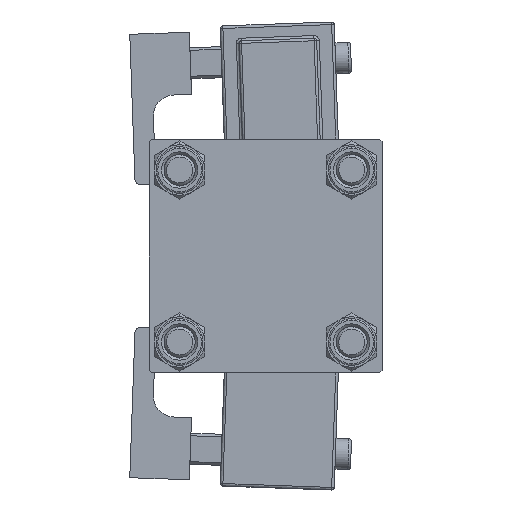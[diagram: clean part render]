
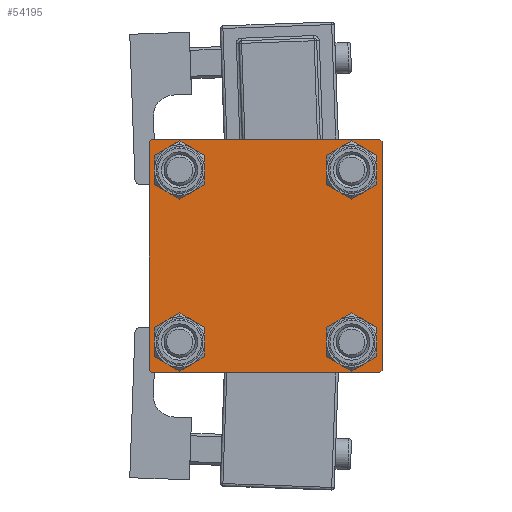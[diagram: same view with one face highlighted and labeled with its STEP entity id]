
A CAD part, left-side view. The second image highlights one B-rep face of the part: STEP entity #54195.
In plain terms, the highlighted planar face has unit normal (-1, 0, 0).
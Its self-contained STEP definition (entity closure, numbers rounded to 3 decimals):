
#194 = DIRECTION ( 'NONE',  ( 0., -0.707, -0.707 ) ) ;
#250 = ORIENTED_EDGE ( 'NONE', *, *, #34925, .T. ) ;
#468 = CARTESIAN_POINT ( 'NONE',  ( 0., 22.25, -22.25 ) ) ;
#769 = EDGE_LOOP ( 'NONE', ( #54791, #31102 ) ) ;
#1275 = CARTESIAN_POINT ( 'NONE',  ( 0., -16.6, -20.1 ) ) ;
#1843 = DIRECTION ( 'NONE',  ( 0., 0., -1. ) ) ;
#2180 = CARTESIAN_POINT ( 'NONE',  ( 0., 16.6, 16.6 ) ) ;
#2220 = DIRECTION ( 'NONE',  ( 0., -1., 0. ) ) ;
#2658 = PLANE ( 'NONE',  #44258 ) ;
#2907 = VERTEX_POINT ( 'NONE', #5534 ) ;
#4920 = VERTEX_POINT ( 'NONE', #6999 ) ;
#5101 = DIRECTION ( 'NONE',  ( 0., 0., 1. ) ) ;
#5140 = AXIS2_PLACEMENT_3D ( 'NONE', #2180, #24347, #37959 ) ;
#5409 = VERTEX_POINT ( 'NONE', #1275 ) ;
#5415 = ORIENTED_EDGE ( 'NONE', *, *, #20558, .F. ) ;
#5534 = CARTESIAN_POINT ( 'NONE',  ( 0., -22.5, -22. ) ) ;
#5650 = VECTOR ( 'NONE', #39744, 1000. ) ;
#5886 = VECTOR ( 'NONE', #194, 1000. ) ;
#6086 = AXIS2_PLACEMENT_3D ( 'NONE', #22887, #14472, #26541 ) ;
#6126 = CARTESIAN_POINT ( 'NONE',  ( 0., 16.6, -16.6 ) ) ;
#6826 = EDGE_CURVE ( 'NONE', #26378, #54213, #26015, .T. ) ;
#6867 = DIRECTION ( 'NONE',  ( -1., 0., 0. ) ) ;
#6978 = DIRECTION ( 'NONE',  ( 1., 0., 0. ) ) ;
#6999 = CARTESIAN_POINT ( 'NONE',  ( 0., -16.6, 20.1 ) ) ;
#7176 = EDGE_CURVE ( 'NONE', #44051, #36162, #46917, .T. ) ;
#8556 = DIRECTION ( 'NONE',  ( 0., 0.707, -0.707 ) ) ;
#8913 = ORIENTED_EDGE ( 'NONE', *, *, #13092, .T. ) ;
#9007 = VERTEX_POINT ( 'NONE', #50711 ) ;
#10136 = CARTESIAN_POINT ( 'NONE',  ( 0., 16.6, -16.6 ) ) ;
#10228 = VECTOR ( 'NONE', #41972, 1000. ) ;
#10331 = CARTESIAN_POINT ( 'NONE',  ( 0., 16.6, 13.1 ) ) ;
#10366 = CARTESIAN_POINT ( 'NONE',  ( 0., -16.6, -16.6 ) ) ;
#10435 = EDGE_LOOP ( 'NONE', ( #34129, #15197, #250, #22264, #20465, #8913, #5415, #38998 ) ) ;
#10922 = CARTESIAN_POINT ( 'NONE',  ( 0., 16.6, -13.1 ) ) ;
#11004 = ORIENTED_EDGE ( 'NONE', *, *, #16782, .T. ) ;
#11183 = DIRECTION ( 'NONE',  ( 0., 0., 1. ) ) ;
#11367 = FACE_OUTER_BOUND ( 'NONE', #10435, .T. ) ;
#11516 = EDGE_CURVE ( 'NONE', #41739, #19397, #37226, .T. ) ;
#11692 = CARTESIAN_POINT ( 'NONE',  ( 0., -22., -22.5 ) ) ;
#13092 = EDGE_CURVE ( 'NONE', #46437, #31354, #23213, .T. ) ;
#13109 = AXIS2_PLACEMENT_3D ( 'NONE', #10136, #30630, #5101 ) ;
#14472 = DIRECTION ( 'NONE',  ( 1., 0., 0. ) ) ;
#14819 = ORIENTED_EDGE ( 'NONE', *, *, #29293, .T. ) ;
#14972 = EDGE_LOOP ( 'NONE', ( #14819, #11004 ) ) ;
#15018 = CARTESIAN_POINT ( 'NONE',  ( 0., 0., 0. ) ) ;
#15030 = CARTESIAN_POINT ( 'NONE',  ( 0., 22.5, 22.5 ) ) ;
#15197 = ORIENTED_EDGE ( 'NONE', *, *, #6826, .T. ) ;
#15347 = EDGE_CURVE ( 'NONE', #32568, #4920, #49903, .T. ) ;
#16013 = EDGE_CURVE ( 'NONE', #19397, #41739, #45445, .T. ) ;
#16782 = EDGE_CURVE ( 'NONE', #5409, #9007, #36513, .T. ) ;
#17203 = AXIS2_PLACEMENT_3D ( 'NONE', #10366, #27476, #11183 ) ;
#17360 = DIRECTION ( 'NONE',  ( 0., -0.707, 0.707 ) ) ;
#17764 = ORIENTED_EDGE ( 'NONE', *, *, #16013, .T. ) ;
#19210 = FACE_BOUND ( 'NONE', #35111, .T. ) ;
#19397 = VERTEX_POINT ( 'NONE', #10922 ) ;
#19758 = VERTEX_POINT ( 'NONE', #11692 ) ;
#20045 = FACE_BOUND ( 'NONE', #14972, .T. ) ;
#20309 = CIRCLE ( 'NONE', #30165, 3.5 ) ;
#20465 = ORIENTED_EDGE ( 'NONE', *, *, #36339, .F. ) ;
#20558 = EDGE_CURVE ( 'NONE', #44051, #31354, #39787, .T. ) ;
#21158 = CARTESIAN_POINT ( 'NONE',  ( 0., 16.6, 20.1 ) ) ;
#22125 = LINE ( 'NONE', #22398, #29431 ) ;
#22264 = ORIENTED_EDGE ( 'NONE', *, *, #49801, .T. ) ;
#22398 = CARTESIAN_POINT ( 'NONE',  ( 0., -22.25, -22.25 ) ) ;
#22443 = VECTOR ( 'NONE', #1843, 1000. ) ;
#22887 = CARTESIAN_POINT ( 'NONE',  ( 0., -16.6, 16.6 ) ) ;
#23213 = LINE ( 'NONE', #40259, #50704 ) ;
#23518 = LINE ( 'NONE', #26908, #5650 ) ;
#23740 = ORIENTED_EDGE ( 'NONE', *, *, #15347, .T. ) ;
#23996 = DIRECTION ( 'NONE',  ( 0., 0., 1. ) ) ;
#24347 = DIRECTION ( 'NONE',  ( 1., 0., 0. ) ) ;
#26015 = LINE ( 'NONE', #468, #5886 ) ;
#26378 = VERTEX_POINT ( 'NONE', #49676 ) ;
#26541 = DIRECTION ( 'NONE',  ( 0., 0., 1. ) ) ;
#26618 = DIRECTION ( 'NONE',  ( 0., 0., 1. ) ) ;
#26658 = EDGE_CURVE ( 'NONE', #36162, #26378, #53407, .T. ) ;
#26908 = CARTESIAN_POINT ( 'NONE',  ( 0., -22.5, 22.5 ) ) ;
#27476 = DIRECTION ( 'NONE',  ( 1., 0., 0. ) ) ;
#27481 = DIRECTION ( 'NONE',  ( 0., 0., 1. ) ) ;
#27644 = FACE_BOUND ( 'NONE', #769, .T. ) ;
#28183 = CARTESIAN_POINT ( 'NONE',  ( 0., 22., -22.5 ) ) ;
#29293 = EDGE_CURVE ( 'NONE', #9007, #5409, #32426, .T. ) ;
#29431 = VECTOR ( 'NONE', #17360, 1000. ) ;
#30165 = AXIS2_PLACEMENT_3D ( 'NONE', #46118, #54272, #55102 ) ;
#30246 = CIRCLE ( 'NONE', #5140, 3.5 ) ;
#30315 = AXIS2_PLACEMENT_3D ( 'NONE', #6126, #36100, #26618 ) ;
#30630 = DIRECTION ( 'NONE',  ( 1., 0., 0. ) ) ;
#30948 = VERTEX_POINT ( 'NONE', #10331 ) ;
#31102 = ORIENTED_EDGE ( 'NONE', *, *, #43244, .T. ) ;
#31354 = VERTEX_POINT ( 'NONE', #36308 ) ;
#32426 = CIRCLE ( 'NONE', #17203, 3.5 ) ;
#32568 = VERTEX_POINT ( 'NONE', #40696 ) ;
#33598 = CARTESIAN_POINT ( 'NONE',  ( 0., -22.5, 22. ) ) ;
#34129 = ORIENTED_EDGE ( 'NONE', *, *, #26658, .T. ) ;
#34815 = EDGE_CURVE ( 'NONE', #4920, #32568, #46922, .T. ) ;
#34925 = EDGE_CURVE ( 'NONE', #54213, #19758, #42522, .T. ) ;
#35111 = EDGE_LOOP ( 'NONE', ( #17764, #44299 ) ) ;
#35538 = DIRECTION ( 'NONE',  ( 0., 0.707, 0.707 ) ) ;
#35808 = VECTOR ( 'NONE', #2220, 1000. ) ;
#36100 = DIRECTION ( 'NONE',  ( 1., 0., 0. ) ) ;
#36162 = VERTEX_POINT ( 'NONE', #37278 ) ;
#36308 = CARTESIAN_POINT ( 'NONE',  ( 0., -22., 22.5 ) ) ;
#36339 = EDGE_CURVE ( 'NONE', #46437, #2907, #23518, .T. ) ;
#36513 = CIRCLE ( 'NONE', #52641, 3.5 ) ;
#36516 = DIRECTION ( 'NONE',  ( 0., 0., 1. ) ) ;
#37226 = CIRCLE ( 'NONE', #13109, 3.5 ) ;
#37278 = CARTESIAN_POINT ( 'NONE',  ( 0., 22.5, 22. ) ) ;
#37959 = DIRECTION ( 'NONE',  ( 0., 0., 1. ) ) ;
#38998 = ORIENTED_EDGE ( 'NONE', *, *, #7176, .T. ) ;
#39744 = DIRECTION ( 'NONE',  ( 0., 0., -1. ) ) ;
#39787 = LINE ( 'NONE', #40598, #35808 ) ;
#40259 = CARTESIAN_POINT ( 'NONE',  ( 0., -22.25, 22.25 ) ) ;
#40417 = CARTESIAN_POINT ( 'NONE',  ( 0., -16.6, -16.6 ) ) ;
#40598 = CARTESIAN_POINT ( 'NONE',  ( 0., 22.5, 22.5 ) ) ;
#40696 = CARTESIAN_POINT ( 'NONE',  ( 0., -16.6, 13.1 ) ) ;
#41739 = VERTEX_POINT ( 'NONE', #41763 ) ;
#41763 = CARTESIAN_POINT ( 'NONE',  ( 0., 16.6, -20.1 ) ) ;
#41972 = DIRECTION ( 'NONE',  ( 0., -1., 0. ) ) ;
#42522 = LINE ( 'NONE', #50944, #10228 ) ;
#42956 = ORIENTED_EDGE ( 'NONE', *, *, #34815, .T. ) ;
#43244 = EDGE_CURVE ( 'NONE', #30948, #53216, #20309, .T. ) ;
#44051 = VERTEX_POINT ( 'NONE', #54088 ) ;
#44258 = AXIS2_PLACEMENT_3D ( 'NONE', #15018, #6867, #23996 ) ;
#44299 = ORIENTED_EDGE ( 'NONE', *, *, #11516, .T. ) ;
#44347 = VECTOR ( 'NONE', #8556, 1000. ) ;
#44376 = EDGE_CURVE ( 'NONE', #53216, #30948, #30246, .T. ) ;
#45445 = CIRCLE ( 'NONE', #30315, 3.5 ) ;
#45992 = AXIS2_PLACEMENT_3D ( 'NONE', #53502, #6978, #27481 ) ;
#46118 = CARTESIAN_POINT ( 'NONE',  ( 0., 16.6, 16.6 ) ) ;
#46437 = VERTEX_POINT ( 'NONE', #33598 ) ;
#46645 = CARTESIAN_POINT ( 'NONE',  ( 0., 22.25, 22.25 ) ) ;
#46917 = LINE ( 'NONE', #46645, #44347 ) ;
#46922 = CIRCLE ( 'NONE', #45992, 3.5 ) ;
#49676 = CARTESIAN_POINT ( 'NONE',  ( 0., 22.5, -22. ) ) ;
#49723 = FACE_BOUND ( 'NONE', #54560, .T. ) ;
#49801 = EDGE_CURVE ( 'NONE', #19758, #2907, #22125, .T. ) ;
#49903 = CIRCLE ( 'NONE', #6086, 3.5 ) ;
#50704 = VECTOR ( 'NONE', #35538, 1000. ) ;
#50711 = CARTESIAN_POINT ( 'NONE',  ( 0., -16.6, -13.1 ) ) ;
#50944 = CARTESIAN_POINT ( 'NONE',  ( 0., 22.5, -22.5 ) ) ;
#52641 = AXIS2_PLACEMENT_3D ( 'NONE', #40417, #53330, #36516 ) ;
#53216 = VERTEX_POINT ( 'NONE', #21158 ) ;
#53330 = DIRECTION ( 'NONE',  ( 1., 0., 0. ) ) ;
#53407 = LINE ( 'NONE', #15030, #22443 ) ;
#53502 = CARTESIAN_POINT ( 'NONE',  ( 0., -16.6, 16.6 ) ) ;
#54088 = CARTESIAN_POINT ( 'NONE',  ( 0., 22., 22.5 ) ) ;
#54195 = ADVANCED_FACE ( 'NONE', ( #49723, #20045, #19210, #27644, #11367 ), #2658, .T. ) ;
#54213 = VERTEX_POINT ( 'NONE', #28183 ) ;
#54272 = DIRECTION ( 'NONE',  ( 1., 0., 0. ) ) ;
#54560 = EDGE_LOOP ( 'NONE', ( #42956, #23740 ) ) ;
#54791 = ORIENTED_EDGE ( 'NONE', *, *, #44376, .T. ) ;
#55102 = DIRECTION ( 'NONE',  ( 0., 0., 1. ) ) ;
